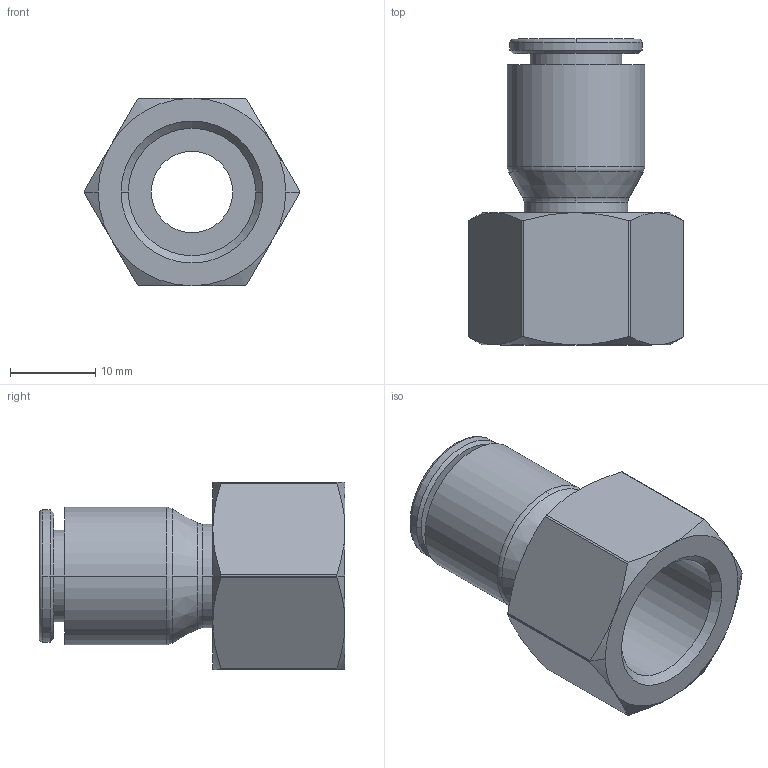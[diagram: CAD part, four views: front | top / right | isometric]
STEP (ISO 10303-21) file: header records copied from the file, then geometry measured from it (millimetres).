
FILE_DESCRIPTION(('STEP AP214'),'1');
FILE_NAME('6352_60_17WP2.stp','2016-07-07T14:17:34',('TraceParts'),('TraceParts S.A.'),'Spatial InterOp 3D',' ',' ');
FILE_SCHEMA(('automotive_design'));
Length unit declared in the file: millimetre
Products named in the file (1): 1
Bounding box: 25.25 x 35.9 x 22 mm (x, y, z)
Volume: 6327.8 mm3; surface area: 4341.6 mm2
Topology: 1 solids, 1 shells, 60 faces, 143 edges, 89 vertices
Faces by surface type: cone 22, cylinder 20, plane 12, torus 6
Entity records: 1801 total; most frequent: CARTESIAN_POINT 389, DIRECTION 324, ORIENTED_EDGE 286, AXIS2_PLACEMENT_3D 144, EDGE_CURVE 143, VERTEX_POINT 89, CIRCLE 83, EDGE_LOOP 66
